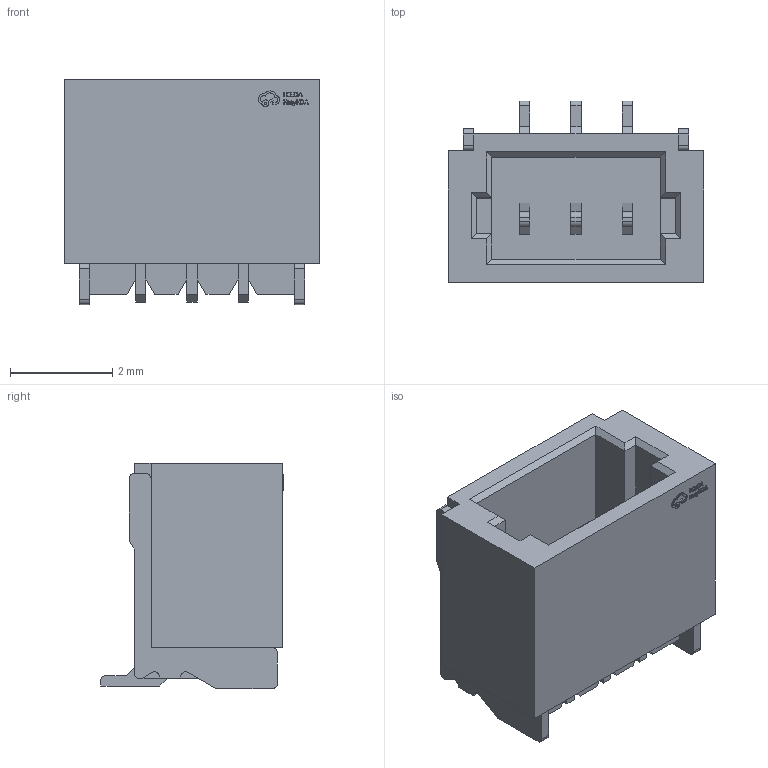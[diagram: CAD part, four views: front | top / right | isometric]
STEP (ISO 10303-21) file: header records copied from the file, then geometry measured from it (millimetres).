
FILE_DESCRIPTION(/* description */ (''),/* implementation_level */ '2;1');
FILE_NAME(/* name */ 'CONN-SMD_3P-P1.00_XUNPU_WAFER-SH1.0-3PLB.step',/* time_stamp */ '2024-11-08T23:07:50+08:00',/* author */ (''),/* organization */ (''),/* preprocessor_version */ 'ST-DEVELOPER v20',/* originating_system */ 'Autodesk Translation Framework v13.20.0.188',/* authorisation */ '');
FILE_SCHEMA (('AUTOMOTIVE_DESIGN { 1 0 10303 214 3 1 1 }'));
Length unit declared in the file: millimetre
Products named in the file (2): CONN-SMD_3P-P1.00_XUNPU_WAFER-SH1.0-3PLB; COMPOUND
Assembly tree (1 placements, depth 2):
  CONN-SMD_3P-P1.00_XUNPU_WAFER-SH1.0-3PLB
    COMPOUND
Bounding box: 5 x 3.56 x 4.4 mm (x, y, z)
Volume: 37.1 mm3; surface area: 173.1 mm2
Topology: 9 solids, 9 shells, 392 faces, 1044 edges, 692 vertices
Faces by surface type: plane 267, bspline 98, cylinder 27
Entity records: 13039 total; most frequent: CARTESIAN_POINT 3161, ORIENTED_EDGE 2088, DIRECTION 1672, EDGE_CURVE 1044, LINE 794, VECTOR 794, VERTEX_POINT 692, AXIS2_PLACEMENT_3D 439
